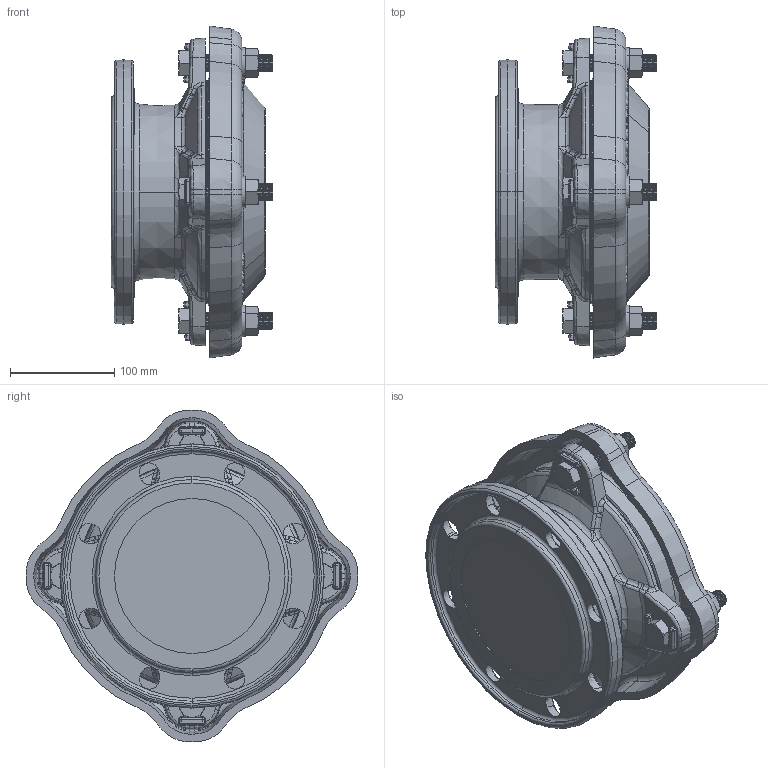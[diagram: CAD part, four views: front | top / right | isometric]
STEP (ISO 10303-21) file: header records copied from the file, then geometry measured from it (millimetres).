
FILE_DESCRIPTION (( 'STEP AP214' ), '1' );
FILE_NAME ('JFM GFix DN125x117-147.STEP', '2014-10-28T11:35:08', ( '' ), ( '' ), 'SwSTEP 2.0', 'SolidWorks 2014', '' );
FILE_SCHEMA (( 'AUTOMOTIVE_DESIGN' ));
Length unit declared in the file: millimetre
Products named in the file (1): JFM GFix DN125x117-147
Bounding box: 154.79 x 318.15 x 318.15 mm (x, y, z)
Volume: 4880247.9 mm3; surface area: 376995.2 mm2
Topology: 9 solids, 9 shells, 3448 faces, 8011 edges, 4678 vertices
Faces by surface type: cone 1226, bspline 1105, cylinder 581, plane 415, torus 81, sphere 40
Entity records: 215575 total; most frequent: CARTESIAN_POINT 107690, ORIENTED_EDGE 16006, DIRECTION 12172, EDGE_CURVE 8003, AXIS2_PLACEMENT_3D 4762, VERTEX_POINT 4678, EDGE_LOOP 3593, FACE_OUTER_BOUND 3448
